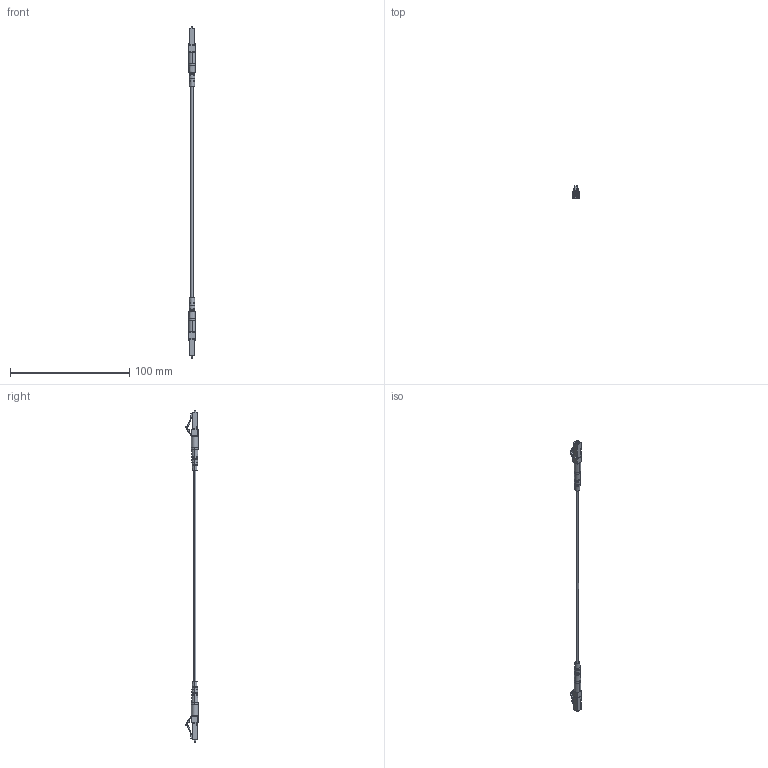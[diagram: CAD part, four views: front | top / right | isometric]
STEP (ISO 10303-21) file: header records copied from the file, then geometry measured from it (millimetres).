
FILE_DESCRIPTION (( 'STEP AP203' ), '1' );
FILE_NAME ('FCA-S2SR-LCALCA_3D.STEP', '2021-10-04T20:16:20', ( '' ), ( '' ), 'SwSTEP 2.0', 'SolidWorks 2021', '' );
FILE_SCHEMA (( 'CONFIG_CONTROL_DESIGN' ));
Length unit declared in the file: inch
Products named in the file (5): FCA-S2SR-LCALCA_3D; Fiber Coax^FCA-S2SR-LCALCA; 1AF02-003-MA1^1AF02-003_FCA-S2SR-LCALCA; 1AF02-003-MA2^1AF02-003_FCA-S2SR-LCALCA; 1AF02-003^FCA-S2SR-LCALCA
Assembly tree (5 placements, depth 3):
  FCA-S2SR-LCALCA_3D
    Fiber Coax^FCA-S2SR-LCALCA
    1AF02-003^FCA-S2SR-LCALCA  x2
      1AF02-003-MA1^1AF02-003_FCA-S2SR-LCALCA
      1AF02-003-MA2^1AF02-003_FCA-S2SR-LCALCA
Bounding box: 5.59 x 10.28 x 278.89 mm (x, y, z)
Volume: 2169.5 mm3; surface area: 4353.3 mm2
Topology: 7 solids, 7 shells, 462 faces, 1198 edges, 708 vertices
Faces by surface type: cylinder 214, plane 154, sphere 44, torus 36, cone 12, bspline 2
Entity records: 7711 total; most frequent: CARTESIAN_POINT 1523, DIRECTION 1236, ORIENTED_EDGE 1160, EDGE_CURVE 580, AXIS2_PLACEMENT_3D 481, VERTEX_POINT 356, LINE 274, VECTOR 274
